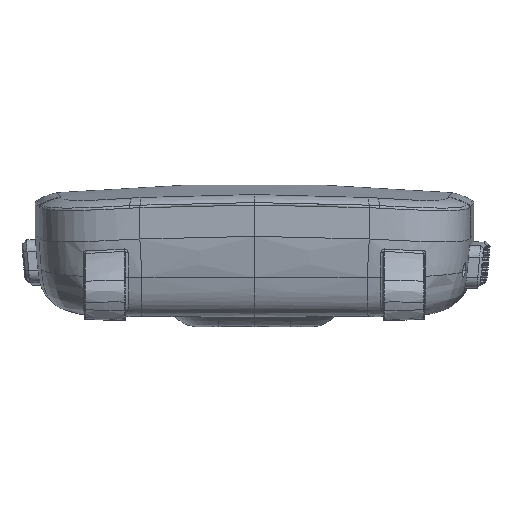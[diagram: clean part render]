
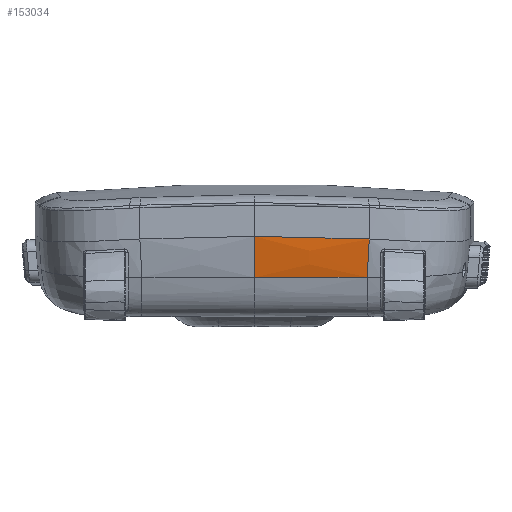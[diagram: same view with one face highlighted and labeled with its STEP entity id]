
A CAD part, front view. The second image highlights one B-rep face of the part: STEP entity #153034.
In plain terms, the highlighted free-form (B-spline) face has degree [3, 3] with [4, 6] control points.
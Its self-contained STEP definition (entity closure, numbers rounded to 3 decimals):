
#1900 = EDGE_CURVE ( 'NONE', #8939, #170719, #152912, .T. ) ;
#5502 = CARTESIAN_POINT ( 'NONE',  ( 0., 3.491, -19.662 ) ) ;
#8939 = VERTEX_POINT ( 'NONE', #5502 ) ;
#13843 = CARTESIAN_POINT ( 'NONE',  ( 9.61, 3.468, -19.451 ) ) ;
#16015 = CARTESIAN_POINT ( 'NONE',  ( -0.098, 2.35, -19.919 ) ) ;
#16776 = CARTESIAN_POINT ( 'NONE',  ( 1.5, -0.057, -20.209 ) ) ;
#21341 = CARTESIAN_POINT ( 'NONE',  ( 6.528, 0.07, -20.096 ) ) ;
#26533 = CARTESIAN_POINT ( 'NONE',  ( 9.61, 3.468, -19.451 ) ) ;
#32909 = CARTESIAN_POINT ( 'NONE',  ( 0., 2.338, -19.92 ) ) ;
#33112 = B_SPLINE_SURFACE_WITH_KNOTS ( 'NONE', 3, 3, ( 
 ( #84896, #153775, #205894, #102317, #223296, #119800 ),
 ( #16015, #137162, #33436, #154534, #50848, #171878 ),
 ( #68238, #189214, #85651, #206626, #103046, #224028 ),
 ( #120544, #16776, #137909, #34173, #155287, #51601 ) ),
 .UNSPECIFIED., .F., .F., .F.,
 ( 4, 4 ),
 ( 4, 1, 1, 4 ),
 ( 0.666, 1.003 ),
 ( -0.005, 0.25, 0.5, 0.527 ),
 .UNSPECIFIED. ) ;
#33436 = CARTESIAN_POINT ( 'NONE',  ( 4.654, 2.376, -19.88 ) ) ;
#34173 = CARTESIAN_POINT ( 'NONE',  ( 7.987, 0.087, -20.038 ) ) ;
#38758 = CARTESIAN_POINT ( 'NONE',  ( 9.786, 0.203, -19.938 ) ) ;
#43974 = CARTESIAN_POINT ( 'NONE',  ( 4.25, 3.488, -19.639 ) ) ;
#45532 = B_SPLINE_CURVE_WITH_KNOTS ( 'NONE', 3,
 ( #211180, #106101, #125116, #21341, #142459, #38758 ),
 .UNSPECIFIED., .F., .F.,
 ( 4, 1, 1, 4 ),
 ( 0.01, 0.337, 0.663, 0.99 ),
 .UNSPECIFIED. ) ;
#48646 = CARTESIAN_POINT ( 'NONE',  ( 9.786, 0.203, -19.938 ) ) ;
#50848 = CARTESIAN_POINT ( 'NONE',  ( 9.7, 2.52, -19.662 ) ) ;
#51601 = CARTESIAN_POINT ( 'NONE',  ( 9.884, 0.173, -19.935 ) ) ;
#54334 = EDGE_CURVE ( 'NONE', #144328, #92164, #162731, .T. ) ;
#61345 = CARTESIAN_POINT ( 'NONE',  ( 0., 3.491, -19.662 ) ) ;
#65048 = ORIENTED_EDGE ( 'NONE', *, *, #200682, .F. ) ;
#67711 = CARTESIAN_POINT ( 'NONE',  ( 0., -0.021, -20.205 ) ) ;
#68238 = CARTESIAN_POINT ( 'NONE',  ( -0.098, 1.155, -20.104 ) ) ;
#69536 = EDGE_LOOP ( 'NONE', ( #220662, #77124, #65048, #94279 ) ) ;
#77124 = ORIENTED_EDGE ( 'NONE', *, *, #54334, .T. ) ;
#77509 = FACE_OUTER_BOUND ( 'NONE', #69536, .T. ) ;
#84896 = CARTESIAN_POINT ( 'NONE',  ( -0.098, 3.525, -19.654 ) ) ;
#85651 = CARTESIAN_POINT ( 'NONE',  ( 4.659, 1.184, -20.064 ) ) ;
#92164 = VERTEX_POINT ( 'NONE', #201169 ) ;
#94279 = ORIENTED_EDGE ( 'NONE', *, *, #1900, .F. ) ;
#101812 = CARTESIAN_POINT ( 'NONE',  ( 0., 1.166, -20.101 ) ) ;
#102317 = CARTESIAN_POINT ( 'NONE',  ( 7.963, 3.618, -19.492 ) ) ;
#103046 = CARTESIAN_POINT ( 'NONE',  ( 9.71, 1.35, -19.843 ) ) ;
#106101 = CARTESIAN_POINT ( 'NONE',  ( 1.089, -0.021, -20.205 ) ) ;
#119800 = CARTESIAN_POINT ( 'NONE',  ( 9.854, 3.674, -19.395 ) ) ;
#120544 = CARTESIAN_POINT ( 'NONE',  ( -0.098, -0.056, -20.208 ) ) ;
#124481 = CARTESIAN_POINT ( 'NONE',  ( 0., -0.021, -20.205 ) ) ;
#125116 = CARTESIAN_POINT ( 'NONE',  ( 3.265, -0.004, -20.185 ) ) ;
#130325 = CARTESIAN_POINT ( 'NONE',  ( 7.453, 3.478, -19.546 ) ) ;
#136872 = CARTESIAN_POINT ( 'NONE',  ( 9.61, 3.468, -19.451 ) ) ;
#137162 = CARTESIAN_POINT ( 'NONE',  ( 1.498, 2.35, -19.919 ) ) ;
#137909 = CARTESIAN_POINT ( 'NONE',  ( 4.662, -0.023, -20.168 ) ) ;
#142459 = CARTESIAN_POINT ( 'NONE',  ( 8.701, 0.153, -19.997 ) ) ;
#144328 = VERTEX_POINT ( 'NONE', #136872 ) ;
#152347 = CARTESIAN_POINT ( 'NONE',  ( 9.731, 1.305, -19.844 ) ) ;
#152912 = B_SPLINE_CURVE_WITH_KNOTS ( 'NONE', 3,
 ( #171357, #32909, #101812, #67711 ),
 .UNSPECIFIED., .F., .F.,
 ( 4, 4 ),
 ( 0.669, 1. ),
 .UNSPECIFIED. ) ;
#153034 = ADVANCED_FACE ( 'NONE', ( #77509 ), #33112, .F. ) ;
#153775 = CARTESIAN_POINT ( 'NONE',  ( 1.496, 3.525, -19.655 ) ) ;
#154534 = CARTESIAN_POINT ( 'NONE',  ( 7.974, 2.46, -19.752 ) ) ;
#155287 = CARTESIAN_POINT ( 'NONE',  ( 9.716, 0.165, -19.944 ) ) ;
#155686 = EDGE_CURVE ( 'NONE', #144328, #8939, #189542, .T. ) ;
#162731 = B_SPLINE_CURVE_WITH_KNOTS ( 'NONE', 3,
 ( #13843, #184047, #152347, #48646 ),
 .UNSPECIFIED., .F., .F.,
 ( 4, 4 ),
 ( 0., 1. ),
 .UNSPECIFIED. ) ;
#164984 = CARTESIAN_POINT ( 'NONE',  ( 1.046, 3.491, -19.662 ) ) ;
#170719 = VERTEX_POINT ( 'NONE', #124481 ) ;
#171357 = CARTESIAN_POINT ( 'NONE',  ( 0., 3.491, -19.662 ) ) ;
#171878 = CARTESIAN_POINT ( 'NONE',  ( 9.868, 2.526, -19.653 ) ) ;
#184047 = CARTESIAN_POINT ( 'NONE',  ( 9.672, 2.395, -19.681 ) ) ;
#189214 = CARTESIAN_POINT ( 'NONE',  ( 1.499, 1.154, -20.105 ) ) ;
#189542 = B_SPLINE_CURVE_WITH_KNOTS ( 'NONE', 3,
 ( #26533, #130325, #43974, #164984, #61345 ),
 .UNSPECIFIED., .F., .F.,
 ( 4, 1, 4 ),
 ( 0., 0.674, 1. ),
 .UNSPECIFIED. ) ;
#200682 = EDGE_CURVE ( 'NONE', #170719, #92164, #45532, .T. ) ;
#201169 = CARTESIAN_POINT ( 'NONE',  ( 9.786, 0.203, -19.938 ) ) ;
#205894 = CARTESIAN_POINT ( 'NONE',  ( 4.647, 3.547, -19.617 ) ) ;
#206626 = CARTESIAN_POINT ( 'NONE',  ( 7.982, 1.281, -19.935 ) ) ;
#211180 = CARTESIAN_POINT ( 'NONE',  ( 0., -0.021, -20.205 ) ) ;
#220662 = ORIENTED_EDGE ( 'NONE', *, *, #155686, .F. ) ;
#223296 = CARTESIAN_POINT ( 'NONE',  ( 9.686, 3.669, -19.404 ) ) ;
#224028 = CARTESIAN_POINT ( 'NONE',  ( 9.878, 1.357, -19.833 ) ) ;
